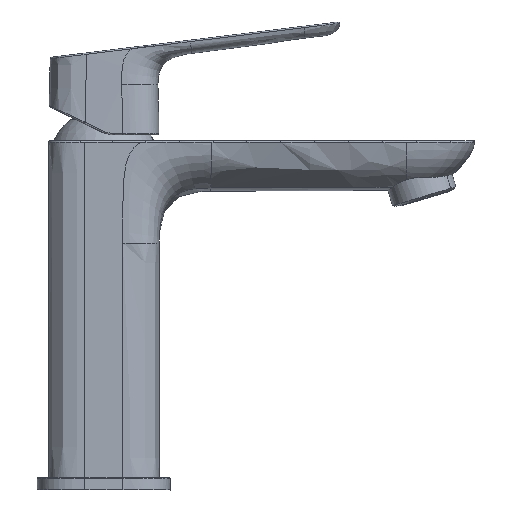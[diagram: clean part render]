
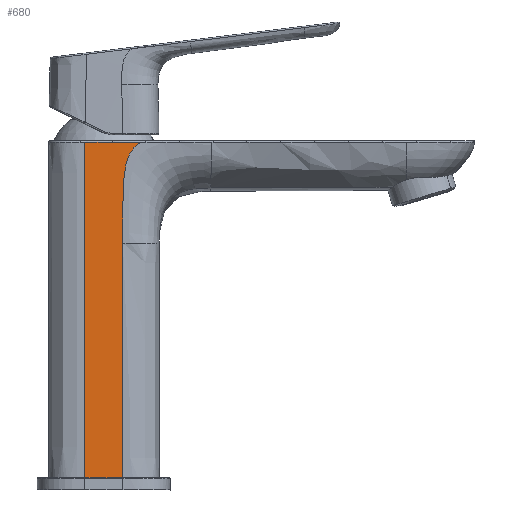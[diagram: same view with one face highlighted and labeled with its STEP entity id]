
A CAD part, front view. The second image highlights one B-rep face of the part: STEP entity #680.
In plain terms, the highlighted cylindrical face has radius 1782.49 mm (diameter 3564.97 mm), a partial arc.
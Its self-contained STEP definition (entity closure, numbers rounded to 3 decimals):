
#26=LINE('',#6488,#162);
#102=CYLINDRICAL_SURFACE('',#13167,1782.486);
#162=VECTOR('',#13342,84.706);
#368=B_SPLINE_CURVE_WITH_KNOTS('',3,(#5930,#5931,#5932,#5927),.UNSPECIFIED.,.F.,.U.,(4,4),(0.,1.),.UNSPECIFIED.);
#370=B_SPLINE_CURVE_WITH_KNOTS('',3,(#5980,#5981,#5982,#5930),.UNSPECIFIED.,.F.,.U.,(4,4),(0.,1.),.UNSPECIFIED.);
#382=B_SPLINE_CURVE_WITH_KNOTS('',3,(#5980,#6489,#6490,#6491,#6492,#6493,#6494,#6495,#6496,#6497,#6498,#6499,#6500,#6501,#6502,#6503,#6504,#6505,#6506,#6507,#6508,#6509,#6510,#6511,#6512,#6513,#6514,#6515,#6516,#6517,#6518,#6519,#6520,#6521,#6522,#6523,#6524,#6525,#6526,#6527,#6528,#6529,#6530,#6531,#6532,#6533,#6488),.UNSPECIFIED.,.F.,.U.,(4,1,1,1,1,1,1,1,1,1,1,1,1,1,1,1,1,1,1,1,1,1,1,1,1,1,1,1,1,1,1,1,1,1,1,1,1,1,1,1,1,1,1,1,4),(0.,0.013,0.025,0.038,0.05,0.063,0.075,0.088,0.1,0.113,0.125,0.138,0.15,0.163,0.176,0.188,0.201,0.213,0.226,0.238,0.251,0.263,0.276,0.288,0.301,0.313,0.326,0.338,0.351,0.363,0.375,0.388,0.4,0.413,0.425,0.438,0.45,0.463,0.475,0.488,0.5,0.625,0.75,0.875,1.),.UNSPECIFIED.);
#427=B_SPLINE_CURVE_WITH_KNOTS('',3,(#5927,#7854,#7855,#7841),.UNSPECIFIED.,.F.,.U.,(4,4),(0.,1.),.UNSPECIFIED.);
#680=ADVANCED_FACE('extract',(#861),#102,.T.);
#861=FACE_OUTER_BOUND('',#2867,.T.);
#1244=ORIENTED_EDGE('',*,*,#2096,.T.);
#1245=ORIENTED_EDGE('',*,*,#2097,.T.);
#1246=ORIENTED_EDGE('',*,*,#2098,.F.);
#1247=ORIENTED_EDGE('',*,*,#2049,.F.);
#1248=ORIENTED_EDGE('',*,*,#2024,.T.);
#1249=ORIENTED_EDGE('',*,*,#2022,.T.);
#2022=EDGE_CURVE('38',#2566,#2565,#368,.T.);
#2024=EDGE_CURVE('37',#2567,#2566,#370,.T.);
#2049=EDGE_CURVE('36',#2567,#2584,#382,.T.);
#2096=EDGE_CURVE('34',#2565,#2620,#427,.T.);
#2097=EDGE_CURVE('35',#2620,#2621,#2444,.T.);
#2098=EDGE_CURVE('31',#2584,#2621,#26,.T.);
#2444=CIRCLE('',#13168,1775.727);
#2565=VERTEX_POINT('27',#5927);
#2566=VERTEX_POINT('30',#5930);
#2567=VERTEX_POINT('29',#5980);
#2584=VERTEX_POINT('25',#6488);
#2620=VERTEX_POINT('28',#7841);
#2621=VERTEX_POINT('26',#7857);
#2867=EDGE_LOOP('',(#1244,#1245,#1246,#1247,#1248,#1249));
#5927=CARTESIAN_POINT('',(-6.893,-19.986,122.668));
#5930=CARTESIAN_POINT('',(3.061,-19.997,122.668));
#5931=CARTESIAN_POINT('',(-0.257,-20.003,122.668));
#5932=CARTESIAN_POINT('',(-3.575,-19.999,122.668));
#5980=CARTESIAN_POINT('',(13.361,-19.95,122.669));
#5981=CARTESIAN_POINT('',(9.928,-19.975,122.669));
#5982=CARTESIAN_POINT('',(6.494,-19.991,122.669));
#6488=CARTESIAN_POINT('',(6.893,-19.986,86.206));
#6489=CARTESIAN_POINT('',(13.224,-19.951,122.585));
#6490=CARTESIAN_POINT('',(12.95,-19.953,122.418));
#6491=CARTESIAN_POINT('',(12.553,-19.956,122.146));
#6492=CARTESIAN_POINT('',(12.167,-19.958,121.856));
#6493=CARTESIAN_POINT('',(11.795,-19.961,121.549));
#6494=CARTESIAN_POINT('',(11.439,-19.963,121.224));
#6495=CARTESIAN_POINT('',(11.098,-19.965,120.882));
#6496=CARTESIAN_POINT('',(10.775,-19.967,120.524));
#6497=CARTESIAN_POINT('',(10.468,-19.969,120.151));
#6498=CARTESIAN_POINT('',(10.179,-19.97,119.764));
#6499=CARTESIAN_POINT('',(9.907,-19.972,119.365));
#6500=CARTESIAN_POINT('',(9.653,-19.973,118.955));
#6501=CARTESIAN_POINT('',(9.416,-19.975,118.535));
#6502=CARTESIAN_POINT('',(9.195,-19.976,118.106));
#6503=CARTESIAN_POINT('',(8.991,-19.977,117.67));
#6504=CARTESIAN_POINT('',(8.802,-19.978,117.226));
#6505=CARTESIAN_POINT('',(8.627,-19.979,116.777));
#6506=CARTESIAN_POINT('',(8.467,-19.979,116.322));
#6507=CARTESIAN_POINT('',(8.319,-19.98,115.863));
#6508=CARTESIAN_POINT('',(8.183,-19.981,115.401));
#6509=CARTESIAN_POINT('',(8.059,-19.981,114.935));
#6510=CARTESIAN_POINT('',(7.945,-19.982,114.468));
#6511=CARTESIAN_POINT('',(7.84,-19.982,113.998));
#6512=CARTESIAN_POINT('',(7.744,-19.983,113.528));
#6513=CARTESIAN_POINT('',(7.656,-19.983,113.057));
#6514=CARTESIAN_POINT('',(7.576,-19.983,112.584));
#6515=CARTESIAN_POINT('',(7.503,-19.984,112.111));
#6516=CARTESIAN_POINT('',(7.437,-19.984,111.637));
#6517=CARTESIAN_POINT('',(7.376,-19.984,111.163));
#6518=CARTESIAN_POINT('',(7.322,-19.984,110.687));
#6519=CARTESIAN_POINT('',(7.272,-19.985,110.211));
#6520=CARTESIAN_POINT('',(7.227,-19.985,109.735));
#6521=CARTESIAN_POINT('',(7.186,-19.985,109.258));
#6522=CARTESIAN_POINT('',(7.15,-19.985,108.78));
#6523=CARTESIAN_POINT('',(7.117,-19.985,108.302));
#6524=CARTESIAN_POINT('',(7.087,-19.985,107.824));
#6525=CARTESIAN_POINT('',(7.061,-19.985,107.346));
#6526=CARTESIAN_POINT('',(7.038,-19.986,106.867));
#6527=CARTESIAN_POINT('',(7.017,-19.986,106.389));
#6528=CARTESIAN_POINT('',(6.998,-19.986,105.91));
#6529=CARTESIAN_POINT('',(6.933,-19.986,103.989));
#6530=CARTESIAN_POINT('',(6.892,-19.986,100.625));
#6531=CARTESIAN_POINT('',(6.892,-19.986,95.819));
#6532=CARTESIAN_POINT('',(6.893,-19.986,91.012));
#6533=CARTESIAN_POINT('',(6.893,-19.986,87.808));
#7841=CARTESIAN_POINT('',(-6.894,-19.986,1.5));
#7854=CARTESIAN_POINT('',(-6.893,-19.987,82.279));
#7855=CARTESIAN_POINT('',(-6.894,-19.987,41.889));
#7856=CARTESIAN_POINT('',(-0.036,1762.487,1.5));
#7857=CARTESIAN_POINT('',(6.893,-19.986,1.5));
#7858=CARTESIAN_POINT('',(-0.023,1755.727,1.5));
#13167=AXIS2_PLACEMENT_3D('',#7856,#13309,#13340);
#13168=AXIS2_PLACEMENT_3D('',#7858,#13309,#13341);
#13309=DIRECTION('',(0.,0.,1.));
#13340=DIRECTION('',(-0.004,-1.,0.));
#13341=DIRECTION('',(-0.004,-1.,0.));
#13342=DIRECTION('',(0.,0.,-1.));
